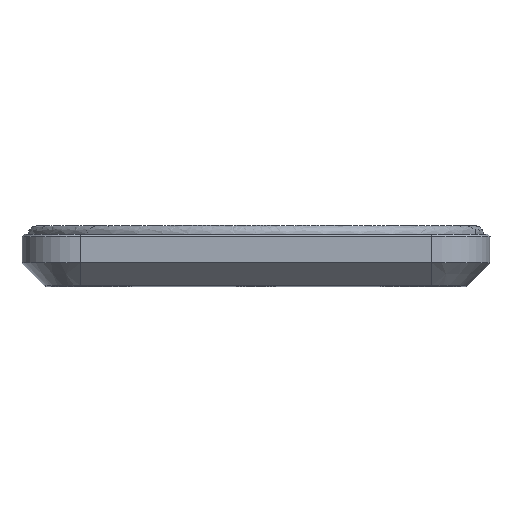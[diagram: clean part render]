
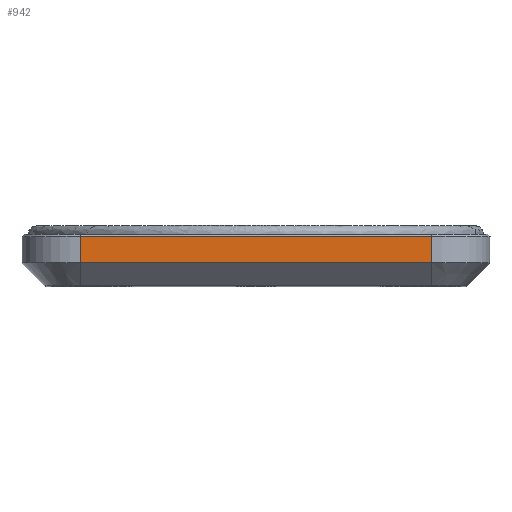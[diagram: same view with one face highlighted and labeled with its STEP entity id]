
A CAD part, top view. The second image highlights one B-rep face of the part: STEP entity #942.
In plain terms, the highlighted planar face has unit normal (0, 0, 1).
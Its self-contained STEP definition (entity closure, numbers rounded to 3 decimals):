
#96 = CARTESIAN_POINT ( 'NONE',  ( -19.05, 2.5, 25.4 ) ) ;
#120 = ORIENTED_EDGE ( 'NONE', *, *, #922, .F. ) ;
#162 = AXIS2_PLACEMENT_3D ( 'NONE', #1014, #1648, #253 ) ;
#177 = VERTEX_POINT ( 'NONE', #429 ) ;
#181 = ORIENTED_EDGE ( 'NONE', *, *, #193, .F. ) ;
#193 = EDGE_CURVE ( 'NONE', #177, #848, #1097, .T. ) ;
#197 = LINE ( 'NONE', #1456, #917 ) ;
#253 = DIRECTION ( 'NONE',  ( -1., 0., 0. ) ) ;
#268 = ORIENTED_EDGE ( 'NONE', *, *, #608, .F. ) ;
#272 = LINE ( 'NONE', #1423, #884 ) ;
#300 = DIRECTION ( 'NONE',  ( 1., 0., 0. ) ) ;
#332 = CARTESIAN_POINT ( 'NONE',  ( 19.05, 2.5, 25.4 ) ) ;
#349 = CARTESIAN_POINT ( 'NONE',  ( 19.05, 5.35, 25.4 ) ) ;
#429 = CARTESIAN_POINT ( 'NONE',  ( -19.05, 5.35, 25.4 ) ) ;
#472 = EDGE_LOOP ( 'NONE', ( #120, #181, #268, #1209 ) ) ;
#482 = VERTEX_POINT ( 'NONE', #332 ) ;
#527 = DIRECTION ( 'NONE',  ( 0., -1., 0. ) ) ;
#608 = EDGE_CURVE ( 'NONE', #765, #177, #1440, .T. ) ;
#718 = DIRECTION ( 'NONE',  ( 0., 1., 0. ) ) ;
#764 = PLANE ( 'NONE',  #162 ) ;
#765 = VERTEX_POINT ( 'NONE', #96 ) ;
#848 = VERTEX_POINT ( 'NONE', #349 ) ;
#884 = VECTOR ( 'NONE', #527, 1000. ) ;
#917 = VECTOR ( 'NONE', #300, 1000. ) ;
#922 = EDGE_CURVE ( 'NONE', #848, #482, #272, .T. ) ;
#942 = ADVANCED_FACE ( 'NONE', ( #1549 ), #764, .F. ) ;
#962 = VECTOR ( 'NONE', #1196, 1000. ) ;
#1014 = CARTESIAN_POINT ( 'NONE',  ( -25.4, 5.6, 25.4 ) ) ;
#1097 = LINE ( 'NONE', #1576, #962 ) ;
#1196 = DIRECTION ( 'NONE',  ( 1., 0., 0. ) ) ;
#1209 = ORIENTED_EDGE ( 'NONE', *, *, #1606, .T. ) ;
#1423 = CARTESIAN_POINT ( 'NONE',  ( 19.05, 5.6, 25.4 ) ) ;
#1440 = LINE ( 'NONE', #1575, #1547 ) ;
#1456 = CARTESIAN_POINT ( 'NONE',  ( 19.05, 2.5, 25.4 ) ) ;
#1547 = VECTOR ( 'NONE', #718, 1000. ) ;
#1549 = FACE_OUTER_BOUND ( 'NONE', #472, .T. ) ;
#1575 = CARTESIAN_POINT ( 'NONE',  ( -19.05, 5.6, 25.4 ) ) ;
#1576 = CARTESIAN_POINT ( 'NONE',  ( -25.4, 5.35, 25.4 ) ) ;
#1606 = EDGE_CURVE ( 'NONE', #765, #482, #197, .T. ) ;
#1648 = DIRECTION ( 'NONE',  ( 0., 0., -1. ) ) ;
